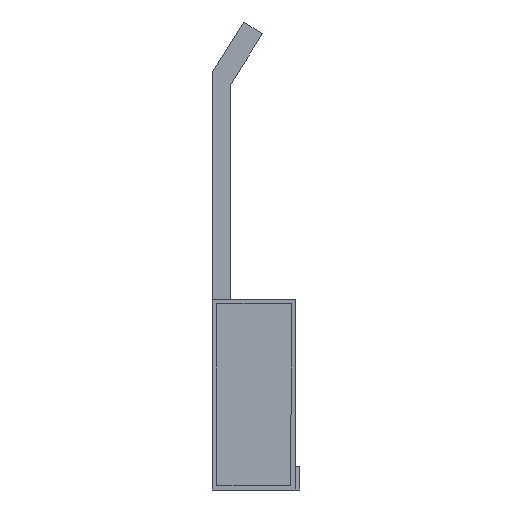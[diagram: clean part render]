
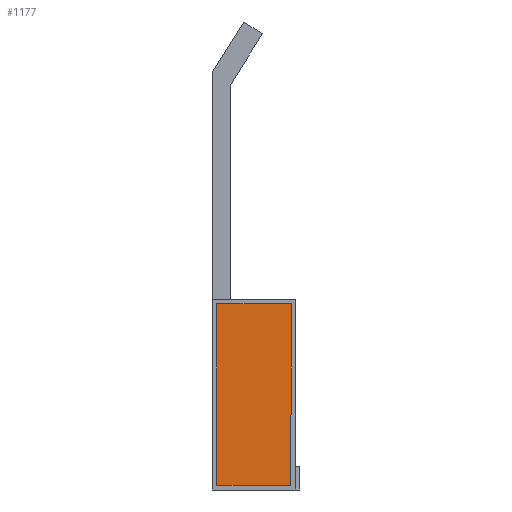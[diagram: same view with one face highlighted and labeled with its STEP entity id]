
A CAD part, left-side view. The second image highlights one B-rep face of the part: STEP entity #1177.
In plain terms, the highlighted planar face has unit normal (-1, 0, 0).
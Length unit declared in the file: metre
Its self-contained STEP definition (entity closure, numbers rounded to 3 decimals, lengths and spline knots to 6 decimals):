
#270=ORIENTED_EDGE('',*,*,#477,.F.);
#271=ORIENTED_EDGE('',*,*,#473,.T.);
#272=ORIENTED_EDGE('',*,*,#483,.F.);
#273=ORIENTED_EDGE('',*,*,#480,.F.);
#473=EDGE_CURVE('',#594,#595,#742,.T.);
#477=EDGE_CURVE('',#594,#598,#746,.T.);
#480=EDGE_CURVE('',#598,#600,#749,.T.);
#483=EDGE_CURVE('',#600,#595,#752,.T.);
#594=VERTEX_POINT('',#1819);
#595=VERTEX_POINT('',#1820);
#598=VERTEX_POINT('',#1828);
#600=VERTEX_POINT('',#1834);
#742=LINE('',#1818,#904);
#746=LINE('',#1827,#908);
#749=LINE('',#1833,#911);
#752=LINE('',#1839,#914);
#904=VECTOR('',#1483,1.);
#908=VECTOR('',#1489,1.);
#911=VECTOR('',#1494,1.);
#914=VECTOR('',#1499,1.);
#985=EDGE_LOOP('',(#270,#271,#272,#273));
#1053=FACE_BOUND('',#985,.T.);
#1117=PLANE('',#1252);
#1177=ADVANCED_FACE('',(#1053),#1117,.T.);
#1252=AXIS2_PLACEMENT_3D('',#1842,#1503,#1504);
#1483=DIRECTION('',(0.,-1.,0.));
#1489=DIRECTION('',(0.,0.,1.));
#1494=DIRECTION('',(0.,-1.,0.));
#1499=DIRECTION('',(0.,0.003,-1.));
#1503=DIRECTION('',(-1.,0.,0.));
#1504=DIRECTION('',(0.,-1.,0.));
#1818=CARTESIAN_POINT('',(-0.09223,-0.009613,0.002));
#1819=CARTESIAN_POINT('',(-0.09223,0.005887,0.002));
#1820=CARTESIAN_POINT('',(-0.09223,-0.025113,0.002));
#1827=CARTESIAN_POINT('',(-0.09223,0.005887,0.04));
#1828=CARTESIAN_POINT('',(-0.09223,0.005887,0.078));
#1833=CARTESIAN_POINT('',(-0.09223,-0.009741,0.078));
#1834=CARTESIAN_POINT('',(-0.09223,-0.025368,0.078));
#1839=CARTESIAN_POINT('',(-0.09223,-0.025241,0.04));
#1842=CARTESIAN_POINT('',(-0.09223,-0.009613,0.04));
